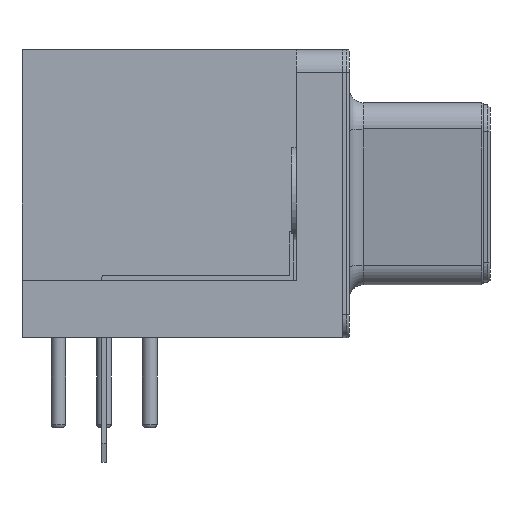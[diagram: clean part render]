
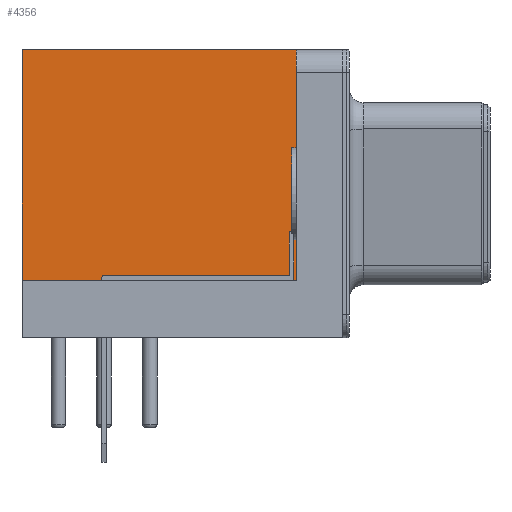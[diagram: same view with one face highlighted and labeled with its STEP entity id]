
A CAD part, left-side view. The second image highlights one B-rep face of the part: STEP entity #4356.
In plain terms, the highlighted planar face has unit normal (-1, 0, 0).
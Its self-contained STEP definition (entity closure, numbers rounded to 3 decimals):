
#3627 = VERTEX_POINT('',#3628);
#3628 = CARTESIAN_POINT('',(-22.688,1.58,12.5));
#3634 = EDGE_CURVE('',#3635,#3627,#3637,.T.);
#3635 = VERTEX_POINT('',#3636);
#3636 = CARTESIAN_POINT('',(-22.688,-10.31,12.5));
#3637 = LINE('',#3638,#3639);
#3638 = CARTESIAN_POINT('',(-22.688,-11.31,12.5));
#3639 = VECTOR('',#3640,1.);
#3640 = DIRECTION('',(0.,1.,0.));
#4326 = VERTEX_POINT('',#4327);
#4327 = CARTESIAN_POINT('',(-22.688,-10.31,2.5));
#4333 = EDGE_CURVE('',#4326,#3635,#4334,.T.);
#4334 = LINE('',#4335,#4336);
#4335 = CARTESIAN_POINT('',(-22.688,-10.31,2.5));
#4336 = VECTOR('',#4337,1.);
#4337 = DIRECTION('',(0.,0.,1.));
#4356 = ADVANCED_FACE('',(#4357),#4375,.F.);
#4357 = FACE_BOUND('',#4358,.F.);
#4358 = EDGE_LOOP('',(#4359,#4360,#4368,#4374));
#4359 = ORIENTED_EDGE('',*,*,#4333,.F.);
#4360 = ORIENTED_EDGE('',*,*,#4361,.T.);
#4361 = EDGE_CURVE('',#4326,#4362,#4364,.T.);
#4362 = VERTEX_POINT('',#4363);
#4363 = CARTESIAN_POINT('',(-22.688,1.58,2.5));
#4364 = LINE('',#4365,#4366);
#4365 = CARTESIAN_POINT('',(-22.688,-10.31,2.5));
#4366 = VECTOR('',#4367,1.);
#4367 = DIRECTION('',(-0.,1.,0.));
#4368 = ORIENTED_EDGE('',*,*,#4369,.T.);
#4369 = EDGE_CURVE('',#4362,#3627,#4370,.T.);
#4370 = LINE('',#4371,#4372);
#4371 = CARTESIAN_POINT('',(-22.688,1.58,4.375));
#4372 = VECTOR('',#4373,1.);
#4373 = DIRECTION('',(0.,0.,1.));
#4374 = ORIENTED_EDGE('',*,*,#3634,.F.);
#4375 = PLANE('',#4376);
#4376 = AXIS2_PLACEMENT_3D('',#4377,#4378,#4379);
#4377 = CARTESIAN_POINT('',(-22.688,-10.31,2.5));
#4378 = DIRECTION('',(1.,0.,0.));
#4379 = DIRECTION('',(0.,0.,1.));
